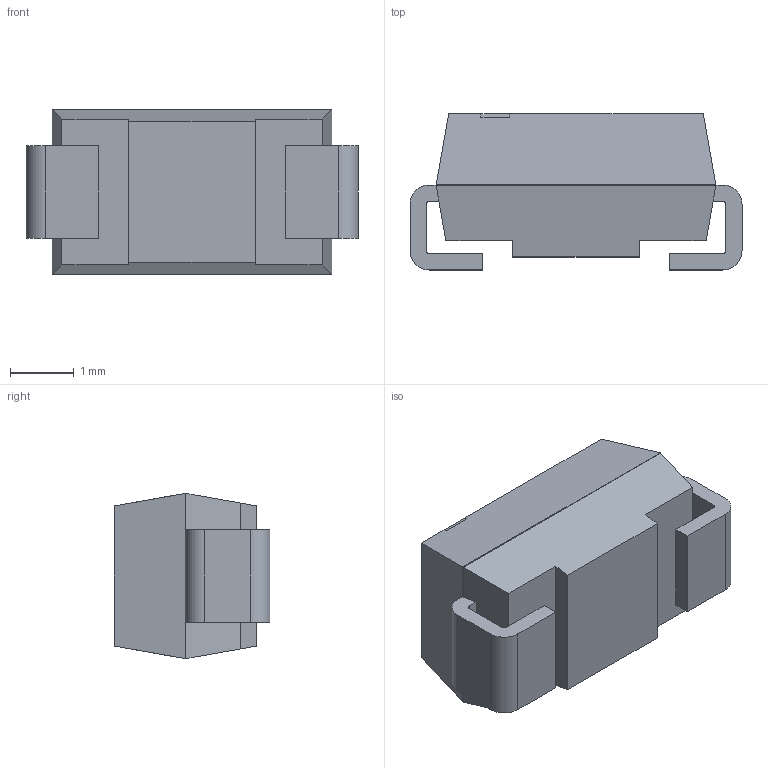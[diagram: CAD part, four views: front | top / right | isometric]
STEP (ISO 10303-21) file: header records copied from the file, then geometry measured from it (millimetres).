
FILE_DESCRIPTION (( 'STEP AP214' ), '1' );
FILE_NAME ('SMAJ4761A-TP.STEP', '2022-11-08T19:24:30', ( '' ), ( '' ), 'SwSTEP 2.0', 'SolidWorks 2017', '' );
FILE_SCHEMA (( 'AUTOMOTIVE_DESIGN' ));
Length unit declared in the file: millimetre
Products named in the file (1): SMAJ4761A-TP
Bounding box: 5.2 x 2.44 x 2.58 mm (x, y, z)
Volume: 22.9 mm3; surface area: 65.8 mm2
Topology: 4 solids, 4 shells, 56 faces, 136 edges, 88 vertices
Faces by surface type: plane 48, cylinder 8
Entity records: 1673 total; most frequent: CARTESIAN_POINT 281, ORIENTED_EDGE 272, DIRECTION 266, EDGE_CURVE 136, VECTOR 120, LINE 120, VERTEX_POINT 88, AXIS2_PLACEMENT_3D 73
